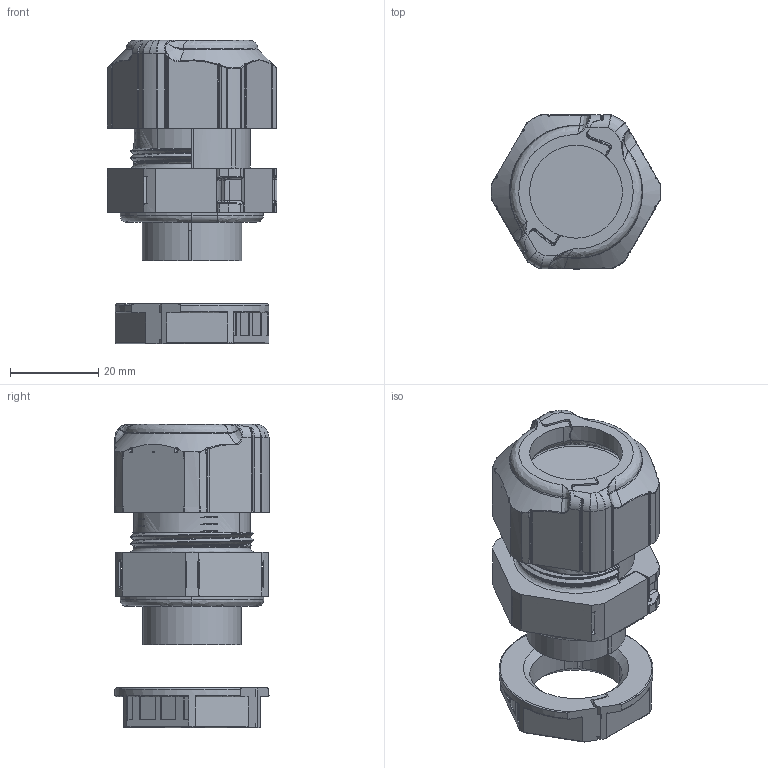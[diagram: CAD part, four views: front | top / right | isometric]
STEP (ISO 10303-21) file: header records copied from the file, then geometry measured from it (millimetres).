
FILE_DESCRIPTION (( 'STEP AP203' ), '1' );
FILE_NAME ('2024910.STP', '2017-05-05T09:17:54', ( '' ), ( '' ), 'SwSTEP 2.0', 'SolidWorks 2016', '' );
FILE_SCHEMA (( 'CONFIG_CONTROL_DESIGN' ));
Length unit declared in the file: millimetre
Products named in the file (12): 080020_Standard; P_0000007584_1_Standard; 2024910; P_0000007583_1_Standard; P_0000007586_1_Standard; P_0000007585_1_Standard; P_0000007590_1_Standard; P_0000007587_1_Standard; P_0000007588_1_Standard; P_0000007581_1_Standard; P_0000007589_1_Standard; P_0000007582_1_Standard
Assembly tree (11 placements, depth 3):
  2024910
    P_0000007590_1_Standard
      P_0000007581_1_Standard
      P_0000007582_1_Standard
      P_0000007584_1_Standard
      P_0000007583_1_Standard
      P_0000007586_1_Standard
      P_0000007585_1_Standard
    P_0000007589_1_Standard
      P_0000007587_1_Standard
      P_0000007588_1_Standard
    080020_Standard
Bounding box: 38.59 x 35 x 68.9 mm (x, y, z)
Volume: 39087.8 mm3; surface area: 23283 mm2
Topology: 13 solids, 19 shells, 1966 faces, 5383 edges, 3416 vertices
Faces by surface type: plane 794, cylinder 642, bspline 425, cone 73, torus 29, sphere 3
Entity records: 79377 total; most frequent: CARTESIAN_POINT 31807, ORIENTED_EDGE 10666, DIRECTION 8601, EDGE_CURVE 5333, VERTEX_POINT 3416, AXIS2_PLACEMENT_3D 3027, LINE 2547, VECTOR 2547
